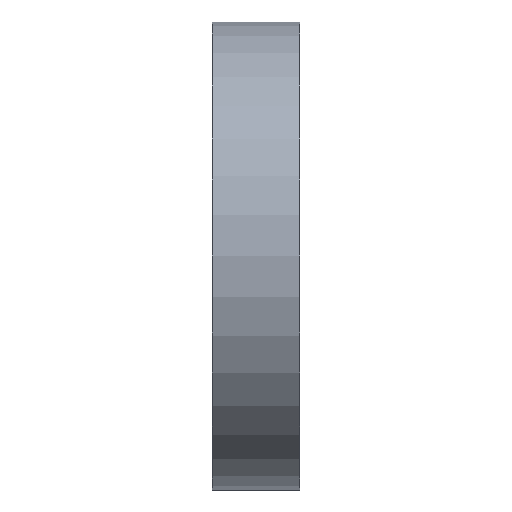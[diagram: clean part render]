
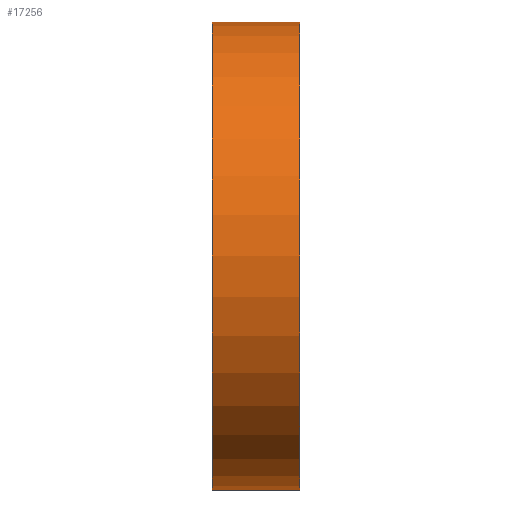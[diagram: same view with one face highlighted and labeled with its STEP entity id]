
A CAD part, left-side view. The second image highlights one B-rep face of the part: STEP entity #17256.
In plain terms, the highlighted cylindrical face has radius 15.985 mm (diameter 31.97 mm), a partial arc.
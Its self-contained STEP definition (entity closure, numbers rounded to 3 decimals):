
#173 = CARTESIAN_POINT ( 'NONE',  ( 0., 6., 15.985 ) ) ;
#221 = DIRECTION ( 'NONE',  ( 0., 1., 0. ) ) ;
#251 = VECTOR ( 'NONE', #3777, 1000. ) ;
#1050 = EDGE_CURVE ( 'NONE', #11687, #2443, #12845, .T. ) ;
#1119 = CARTESIAN_POINT ( 'NONE',  ( 0., 6., 15.985 ) ) ;
#1293 = EDGE_CURVE ( 'NONE', #11687, #12799, #3183, .T. ) ;
#1384 = AXIS2_PLACEMENT_3D ( 'NONE', #2456, #10566, #6699 ) ;
#1613 = CARTESIAN_POINT ( 'NONE',  ( 0., 6., 0. ) ) ;
#1737 = CIRCLE ( 'NONE', #8152, 15.985 ) ;
#2443 = VERTEX_POINT ( 'NONE', #15444 ) ;
#2456 = CARTESIAN_POINT ( 'NONE',  ( 0., 6., 0. ) ) ;
#2649 = ORIENTED_EDGE ( 'NONE', *, *, #3956, .F. ) ;
#3183 = CIRCLE ( 'NONE', #1384, 15.985 ) ;
#3777 = DIRECTION ( 'NONE',  ( 0., -1., 0. ) ) ;
#3956 = EDGE_CURVE ( 'NONE', #12799, #4524, #13008, .T. ) ;
#4363 = DIRECTION ( 'NONE',  ( 0., -1., 0. ) ) ;
#4524 = VERTEX_POINT ( 'NONE', #9194 ) ;
#5045 = AXIS2_PLACEMENT_3D ( 'NONE', #1613, #16538, #14966 ) ;
#5634 = DIRECTION ( 'NONE',  ( 0., 0., 1. ) ) ;
#5852 = FACE_OUTER_BOUND ( 'NONE', #13485, .T. ) ;
#6335 = CARTESIAN_POINT ( 'NONE',  ( 0., 6., -15.985 ) ) ;
#6699 = DIRECTION ( 'NONE',  ( 0., 0., 1. ) ) ;
#7098 = CYLINDRICAL_SURFACE ( 'NONE', #5045, 15.985 ) ;
#7796 = ORIENTED_EDGE ( 'NONE', *, *, #1293, .F. ) ;
#8152 = AXIS2_PLACEMENT_3D ( 'NONE', #16257, #221, #5634 ) ;
#9194 = CARTESIAN_POINT ( 'NONE',  ( 0., 0., 15.985 ) ) ;
#10076 = EDGE_CURVE ( 'NONE', #2443, #4524, #1737, .T. ) ;
#10255 = ORIENTED_EDGE ( 'NONE', *, *, #10076, .T. ) ;
#10566 = DIRECTION ( 'NONE',  ( 0., 1., 0. ) ) ;
#11687 = VERTEX_POINT ( 'NONE', #6335 ) ;
#12799 = VERTEX_POINT ( 'NONE', #1119 ) ;
#12845 = LINE ( 'NONE', #15871, #251 ) ;
#13008 = LINE ( 'NONE', #173, #14914 ) ;
#13485 = EDGE_LOOP ( 'NONE', ( #2649, #7796, #14742, #10255 ) ) ;
#14742 = ORIENTED_EDGE ( 'NONE', *, *, #1050, .T. ) ;
#14914 = VECTOR ( 'NONE', #4363, 1000. ) ;
#14966 = DIRECTION ( 'NONE',  ( 0., 0., -1. ) ) ;
#15444 = CARTESIAN_POINT ( 'NONE',  ( 0., 0., -15.985 ) ) ;
#15871 = CARTESIAN_POINT ( 'NONE',  ( 0., 6., -15.985 ) ) ;
#16257 = CARTESIAN_POINT ( 'NONE',  ( 0., 0., 0. ) ) ;
#16538 = DIRECTION ( 'NONE',  ( 0., -1., 0. ) ) ;
#17256 = ADVANCED_FACE ( 'NONE', ( #5852 ), #7098, .T. ) ;
